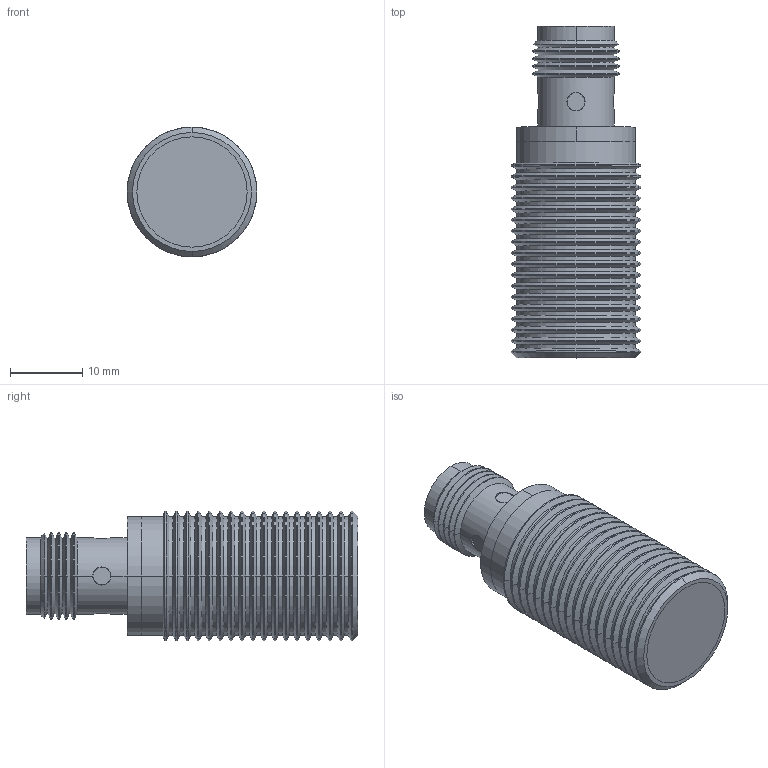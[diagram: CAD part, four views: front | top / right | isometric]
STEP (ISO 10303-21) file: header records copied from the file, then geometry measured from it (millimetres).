
FILE_DESCRIPTION(('STEP AP214'),'1');
FILE_NAME('cctmp_A7FF6B25-22EE-427D-927B-F9F81D213832_2022_07_22_10_15_51_0877..stp','2022-07-22T08:15:51',('Pepperl+Fuchs GmbH'),('CADClick - www.CADClick.com'),'Spatial InterOp 3D',' ','unknown authorization');
FILE_SCHEMA(('AUTOMOTIVE_DESIGN'));
Length unit declared in the file: millimetre
Products named in the file (6): cc_unnamed; NBB8-18GM30-A2-V1_4; NBB8-18GM30-A2-V1_3; NBB8-18GM30-A2-V1_2; NBB8-18GM30-A2-V1_1; NBB8-18GM30-A2-V1
Assembly tree (5 placements, depth 2):
  cc_unnamed
    NBB8-18GM30-A2-V1_4
    NBB8-18GM30-A2-V1_3
    NBB8-18GM30-A2-V1_2
    NBB8-18GM30-A2-V1_1
    NBB8-18GM30-A2-V1
Bounding box: 18 x 46.01 x 18 mm (x, y, z)
Volume: 9070.1 mm3; surface area: 7719.6 mm2
Topology: 8 solids, 8 shells, 287 faces, 624 edges, 352 vertices
Faces by surface type: cylinder 135, cone 106, plane 38, sphere 8
Entity records: 10387 total; most frequent: CARTESIAN_POINT 1533, DIRECTION 1502, ORIENTED_EDGE 1216, AXIS2_PLACEMENT_3D 625, EDGE_CURVE 608, VERTEX_POINT 352, CIRCLE 332, EDGE_LOOP 312
